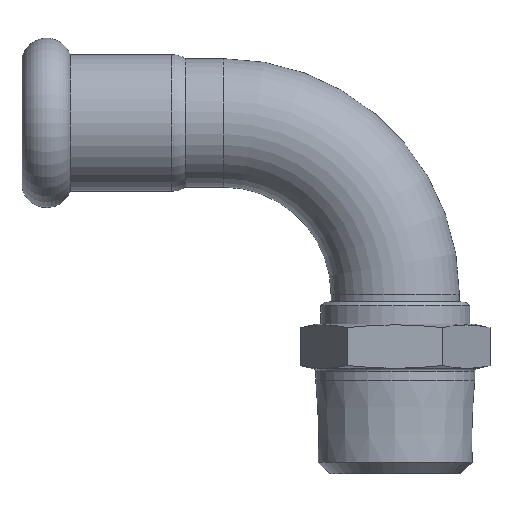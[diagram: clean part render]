
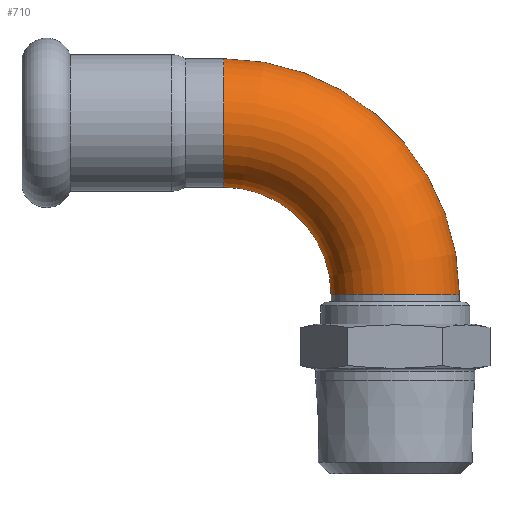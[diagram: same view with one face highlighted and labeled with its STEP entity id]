
A CAD part, top view. The second image highlights one B-rep face of the part: STEP entity #710.
In plain terms, the highlighted toroidal (fillet/blend) face has major radius 23 mm and minor radius 8.6 mm.
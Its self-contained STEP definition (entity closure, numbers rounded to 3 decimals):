
#136=FACE_OUTER_BOUND('',#176,.T.);
#176=EDGE_LOOP('',(#606,#607,#608,#609,#610,#611));
#236=CIRCLE('',#817,8.6);
#237=CIRCLE('',#819,14.4);
#238=CIRCLE('',#820,8.6);
#239=CIRCLE('',#821,8.6);
#240=CIRCLE('',#822,8.6);
#320=VERTEX_POINT('',#1295);
#321=VERTEX_POINT('',#1299);
#322=VERTEX_POINT('',#1301);
#323=VERTEX_POINT('',#1303);
#423=EDGE_CURVE('',#320,#320,#236,.T.);
#424=EDGE_CURVE('',#320,#321,#237,.T.);
#425=EDGE_CURVE('',#322,#321,#238,.T.);
#426=EDGE_CURVE('',#323,#322,#239,.T.);
#427=EDGE_CURVE('',#321,#323,#240,.T.);
#606=ORIENTED_EDGE('',*,*,#423,.F.);
#607=ORIENTED_EDGE('',*,*,#424,.T.);
#608=ORIENTED_EDGE('',*,*,#425,.F.);
#609=ORIENTED_EDGE('',*,*,#426,.F.);
#610=ORIENTED_EDGE('',*,*,#427,.F.);
#611=ORIENTED_EDGE('',*,*,#424,.F.);
#679=TOROIDAL_SURFACE('',#818,23.,8.6);
#710=ADVANCED_FACE('',(#136),#679,.T.);
#817=AXIS2_PLACEMENT_3D('',#1297,#1026,#1027);
#818=AXIS2_PLACEMENT_3D('',#1298,#1028,#1029);
#819=AXIS2_PLACEMENT_3D('',#1300,#1030,#1031);
#820=AXIS2_PLACEMENT_3D('',#1302,#1032,#1033);
#821=AXIS2_PLACEMENT_3D('',#1304,#1034,#1035);
#822=AXIS2_PLACEMENT_3D('',#1305,#1036,#1037);
#1026=DIRECTION('center_axis',(0.,-1.,0.));
#1027=DIRECTION('ref_axis',(1.,0.,0.));
#1028=DIRECTION('center_axis',(0.,0.,-1.));
#1029=DIRECTION('ref_axis',(1.,0.,0.));
#1030=DIRECTION('center_axis',(0.,0.,1.));
#1031=DIRECTION('ref_axis',(1.,0.,0.));
#1032=DIRECTION('center_axis',(-1.,0.,0.));
#1033=DIRECTION('ref_axis',(0.,-1.,0.));
#1034=DIRECTION('center_axis',(-1.,0.,0.));
#1035=DIRECTION('ref_axis',(0.,-1.,0.));
#1036=DIRECTION('center_axis',(-1.,0.,0.));
#1037=DIRECTION('ref_axis',(0.,-1.,0.));
#1295=CARTESIAN_POINT('',(-8.6,-23.,0.));
#1297=CARTESIAN_POINT('Origin',(0.,-23.,0.));
#1298=CARTESIAN_POINT('Origin',(-23.,-23.,0.));
#1299=CARTESIAN_POINT('',(-23.,-8.6,0.));
#1300=CARTESIAN_POINT('Origin',(-23.,-23.,0.));
#1301=CARTESIAN_POINT('',(-23.,8.6,0.));
#1302=CARTESIAN_POINT('Origin',(-23.,0.,0.));
#1303=CARTESIAN_POINT('',(-23.,0.,8.6));
#1304=CARTESIAN_POINT('Origin',(-23.,0.,0.));
#1305=CARTESIAN_POINT('Origin',(-23.,0.,0.));
